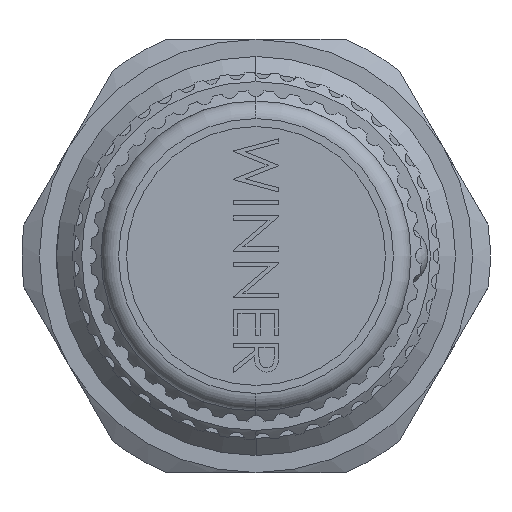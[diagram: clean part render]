
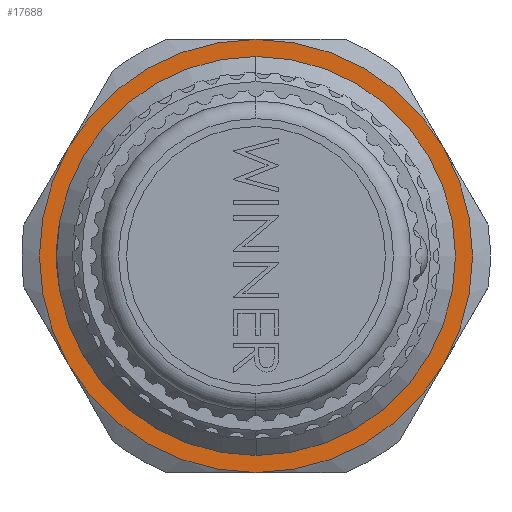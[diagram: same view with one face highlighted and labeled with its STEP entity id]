
A CAD part, left-side view. The second image highlights one B-rep face of the part: STEP entity #17688.
In plain terms, the highlighted planar face has unit normal (-1, 0, 0).
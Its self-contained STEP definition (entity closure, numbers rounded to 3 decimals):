
#1429 = ORIENTED_EDGE ( 'NONE', *, *, #6356, .T. ) ;
#2404 = CARTESIAN_POINT ( 'NONE',  ( 0., 0., 0. ) ) ;
#2823 = DIRECTION ( 'NONE',  ( 0., 0., 1. ) ) ;
#3308 = AXIS2_PLACEMENT_3D ( 'NONE', #24033, #35300, #12159 ) ;
#3506 = CIRCLE ( 'NONE', #15549, 19. ) ;
#3928 = EDGE_CURVE ( 'NONE', #4816, #19952, #5920, .T. ) ;
#4281 = VERTEX_POINT ( 'NONE', #6438 ) ;
#4816 = VERTEX_POINT ( 'NONE', #7328 ) ;
#5023 = VERTEX_POINT ( 'NONE', #5312 ) ;
#5312 = CARTESIAN_POINT ( 'NONE',  ( 0., 16.454, -9.5 ) ) ;
#5379 = FACE_OUTER_BOUND ( 'NONE', #7866, .T. ) ;
#5920 = CIRCLE ( 'NONE', #19709, 19. ) ;
#6356 = EDGE_CURVE ( 'NONE', #5023, #11055, #3506, .T. ) ;
#6438 = CARTESIAN_POINT ( 'NONE',  ( 0., 0., -17.3 ) ) ;
#6511 = CIRCLE ( 'NONE', #8078, 19. ) ;
#7021 = DIRECTION ( 'NONE',  ( 0., 0., 1. ) ) ;
#7328 = CARTESIAN_POINT ( 'NONE',  ( 0., -16.454, 9.5 ) ) ;
#7866 = EDGE_LOOP ( 'NONE', ( #16139, #37069, #1429, #19071, #15464, #19809 ) ) ;
#8065 = EDGE_CURVE ( 'NONE', #11055, #15119, #12081, .T. ) ;
#8078 = AXIS2_PLACEMENT_3D ( 'NONE', #34555, #16965, #8580 ) ;
#8126 = CARTESIAN_POINT ( 'NONE',  ( 0., 0., 0. ) ) ;
#8273 = DIRECTION ( 'NONE',  ( 0., 0., -1. ) ) ;
#8580 = DIRECTION ( 'NONE',  ( 0., 0., 1. ) ) ;
#9762 = EDGE_CURVE ( 'NONE', #15119, #4816, #6511, .T. ) ;
#10134 = EDGE_CURVE ( 'NONE', #4281, #24868, #30746, .T. ) ;
#10657 = ORIENTED_EDGE ( 'NONE', *, *, #27185, .T. ) ;
#10680 = AXIS2_PLACEMENT_3D ( 'NONE', #29096, #11517, #2823 ) ;
#11055 = VERTEX_POINT ( 'NONE', #15519 ) ;
#11517 = DIRECTION ( 'NONE',  ( -1., 0., 0. ) ) ;
#12081 = CIRCLE ( 'NONE', #14319, 19. ) ;
#12159 = DIRECTION ( 'NONE',  ( 0., 0., -1. ) ) ;
#12476 = CARTESIAN_POINT ( 'NONE',  ( 0., 0., 0. ) ) ;
#13268 = CARTESIAN_POINT ( 'NONE',  ( 0., 0., 0. ) ) ;
#14319 = AXIS2_PLACEMENT_3D ( 'NONE', #13268, #27968, #31026 ) ;
#14801 = EDGE_LOOP ( 'NONE', ( #22302, #10657 ) ) ;
#15119 = VERTEX_POINT ( 'NONE', #35660 ) ;
#15171 = AXIS2_PLACEMENT_3D ( 'NONE', #25762, #34114, #17129 ) ;
#15224 = DIRECTION ( 'NONE',  ( 0., 0., -1. ) ) ;
#15464 = ORIENTED_EDGE ( 'NONE', *, *, #9762, .T. ) ;
#15519 = CARTESIAN_POINT ( 'NONE',  ( 0., 0., -19. ) ) ;
#15549 = AXIS2_PLACEMENT_3D ( 'NONE', #27584, #36052, #7021 ) ;
#16139 = ORIENTED_EDGE ( 'NONE', *, *, #17606, .T. ) ;
#16965 = DIRECTION ( 'NONE',  ( -1., 0., 0. ) ) ;
#17129 = DIRECTION ( 'NONE',  ( 0., 0., 1. ) ) ;
#17606 = EDGE_CURVE ( 'NONE', #19952, #25151, #36390, .T. ) ;
#17688 = ADVANCED_FACE ( 'NONE', ( #20884, #5379 ), #21070, .F. ) ;
#17726 = CARTESIAN_POINT ( 'NONE',  ( 0., 0., 19. ) ) ;
#17956 = CARTESIAN_POINT ( 'NONE',  ( 0., 16.454, 9.5 ) ) ;
#19071 = ORIENTED_EDGE ( 'NONE', *, *, #8065, .T. ) ;
#19709 = AXIS2_PLACEMENT_3D ( 'NONE', #8126, #37274, #28647 ) ;
#19809 = ORIENTED_EDGE ( 'NONE', *, *, #3928, .T. ) ;
#19952 = VERTEX_POINT ( 'NONE', #17726 ) ;
#20884 = FACE_BOUND ( 'NONE', #14801, .T. ) ;
#21070 = PLANE ( 'NONE',  #3308 ) ;
#21230 = CIRCLE ( 'NONE', #37081, 17.3 ) ;
#22302 = ORIENTED_EDGE ( 'NONE', *, *, #10134, .T. ) ;
#23028 = CIRCLE ( 'NONE', #15171, 19. ) ;
#23778 = CARTESIAN_POINT ( 'NONE',  ( 0., 0., 17.3 ) ) ;
#24033 = CARTESIAN_POINT ( 'NONE',  ( 0., 0., 0. ) ) ;
#24868 = VERTEX_POINT ( 'NONE', #23778 ) ;
#25151 = VERTEX_POINT ( 'NONE', #17956 ) ;
#25665 = DIRECTION ( 'NONE',  ( 1., 0., 0. ) ) ;
#25762 = CARTESIAN_POINT ( 'NONE',  ( 0., 0., 0. ) ) ;
#27031 = DIRECTION ( 'NONE',  ( 1., 0., 0. ) ) ;
#27185 = EDGE_CURVE ( 'NONE', #24868, #4281, #21230, .T. ) ;
#27584 = CARTESIAN_POINT ( 'NONE',  ( 0., 0., 0. ) ) ;
#27968 = DIRECTION ( 'NONE',  ( -1., 0., 0. ) ) ;
#28647 = DIRECTION ( 'NONE',  ( 0., 0., 1. ) ) ;
#29096 = CARTESIAN_POINT ( 'NONE',  ( 0., 0., 0. ) ) ;
#30746 = CIRCLE ( 'NONE', #34197, 17.3 ) ;
#31026 = DIRECTION ( 'NONE',  ( 0., 0., 1. ) ) ;
#33535 = EDGE_CURVE ( 'NONE', #25151, #5023, #23028, .T. ) ;
#34114 = DIRECTION ( 'NONE',  ( -1., 0., 0. ) ) ;
#34197 = AXIS2_PLACEMENT_3D ( 'NONE', #2404, #25665, #8273 ) ;
#34555 = CARTESIAN_POINT ( 'NONE',  ( 0., 0., 0. ) ) ;
#35300 = DIRECTION ( 'NONE',  ( 1., 0., 0. ) ) ;
#35660 = CARTESIAN_POINT ( 'NONE',  ( 0., -16.454, -9.5 ) ) ;
#36052 = DIRECTION ( 'NONE',  ( -1., 0., 0. ) ) ;
#36390 = CIRCLE ( 'NONE', #10680, 19. ) ;
#37069 = ORIENTED_EDGE ( 'NONE', *, *, #33535, .T. ) ;
#37081 = AXIS2_PLACEMENT_3D ( 'NONE', #12476, #27031, #15224 ) ;
#37274 = DIRECTION ( 'NONE',  ( -1., 0., 0. ) ) ;
